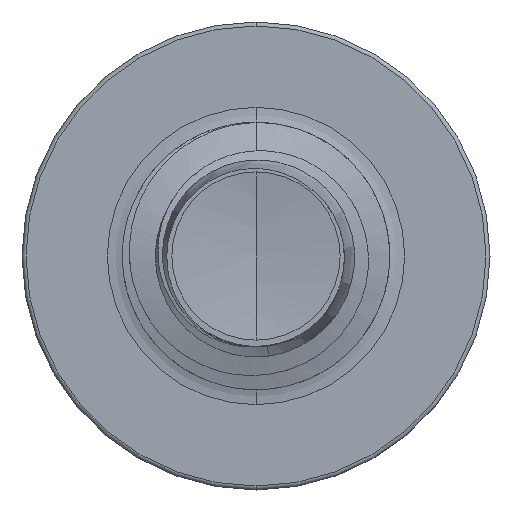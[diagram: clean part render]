
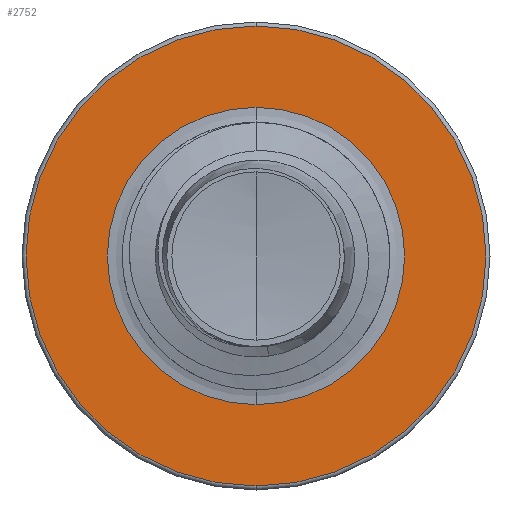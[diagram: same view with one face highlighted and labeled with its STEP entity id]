
A CAD part, front view. The second image highlights one B-rep face of the part: STEP entity #2752.
In plain terms, the highlighted planar face has unit normal (0, -1, 0).
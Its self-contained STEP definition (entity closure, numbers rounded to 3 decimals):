
#83 = DIRECTION ( 'NONE',  ( 0., 0., 1. ) ) ;
#109 = DIRECTION ( 'NONE',  ( 0., 1., 0. ) ) ;
#238 = PLANE ( 'NONE',  #1130 ) ;
#415 = EDGE_LOOP ( 'NONE', ( #6611, #6347 ) ) ;
#521 = EDGE_CURVE ( 'NONE', #8387, #8028, #2601, .T. ) ;
#746 = DIRECTION ( 'NONE',  ( 0., 1., 0. ) ) ;
#1130 = AXIS2_PLACEMENT_3D ( 'NONE', #2321, #109, #83 ) ;
#1266 = VERTEX_POINT ( 'NONE', #1644 ) ;
#1581 = DIRECTION ( 'NONE',  ( 0., 1., 0. ) ) ;
#1625 = DIRECTION ( 'NONE',  ( 0., 0., 1. ) ) ;
#1630 = DIRECTION ( 'NONE',  ( 0., 1., 0. ) ) ;
#1641 = CARTESIAN_POINT ( 'NONE',  ( 0., 2.25, 0. ) ) ;
#1644 = CARTESIAN_POINT ( 'NONE',  ( 0., 2.25, 1.112 ) ) ;
#2069 = CARTESIAN_POINT ( 'NONE',  ( 0., 2.25, 0. ) ) ;
#2321 = CARTESIAN_POINT ( 'NONE',  ( 0., 2.25, -1.112 ) ) ;
#2601 = CIRCLE ( 'NONE', #8427, 1.72 ) ;
#2675 = DIRECTION ( 'NONE',  ( 0., 0., 1. ) ) ;
#2752 = ADVANCED_FACE ( 'NONE', ( #7053, #6364 ), #238, .F. ) ;
#3002 = VERTEX_POINT ( 'NONE', #10063 ) ;
#4901 = EDGE_LOOP ( 'NONE', ( #5434, #5792 ) ) ;
#5434 = ORIENTED_EDGE ( 'NONE', *, *, #9626, .F. ) ;
#5435 = CARTESIAN_POINT ( 'NONE',  ( 0., 2.25, 0. ) ) ;
#5792 = ORIENTED_EDGE ( 'NONE', *, *, #521, .F. ) ;
#5876 = EDGE_CURVE ( 'NONE', #3002, #1266, #8437, .T. ) ;
#5970 = CARTESIAN_POINT ( 'NONE',  ( 0., 2.25, 0. ) ) ;
#6155 = DIRECTION ( 'NONE',  ( 0., 0., 1. ) ) ;
#6347 = ORIENTED_EDGE ( 'NONE', *, *, #5876, .T. ) ;
#6364 = FACE_BOUND ( 'NONE', #415, .T. ) ;
#6597 = CIRCLE ( 'NONE', #8147, 1.112 ) ;
#6611 = ORIENTED_EDGE ( 'NONE', *, *, #9886, .T. ) ;
#6720 = DIRECTION ( 'NONE',  ( 0., 0., 1. ) ) ;
#6902 = AXIS2_PLACEMENT_3D ( 'NONE', #5970, #746, #6720 ) ;
#7028 = CIRCLE ( 'NONE', #6902, 1.72 ) ;
#7053 = FACE_OUTER_BOUND ( 'NONE', #4901, .T. ) ;
#8028 = VERTEX_POINT ( 'NONE', #8469 ) ;
#8147 = AXIS2_PLACEMENT_3D ( 'NONE', #5435, #9988, #6155 ) ;
#8387 = VERTEX_POINT ( 'NONE', #8459 ) ;
#8427 = AXIS2_PLACEMENT_3D ( 'NONE', #2069, #1581, #2675 ) ;
#8437 = CIRCLE ( 'NONE', #9124, 1.112 ) ;
#8459 = CARTESIAN_POINT ( 'NONE',  ( 0., 2.25, -1.72 ) ) ;
#8469 = CARTESIAN_POINT ( 'NONE',  ( 0., 2.25, 1.72 ) ) ;
#9124 = AXIS2_PLACEMENT_3D ( 'NONE', #1641, #1630, #1625 ) ;
#9626 = EDGE_CURVE ( 'NONE', #8028, #8387, #7028, .T. ) ;
#9886 = EDGE_CURVE ( 'NONE', #1266, #3002, #6597, .T. ) ;
#9988 = DIRECTION ( 'NONE',  ( 0., 1., 0. ) ) ;
#10063 = CARTESIAN_POINT ( 'NONE',  ( 0., 2.25, -1.112 ) ) ;
